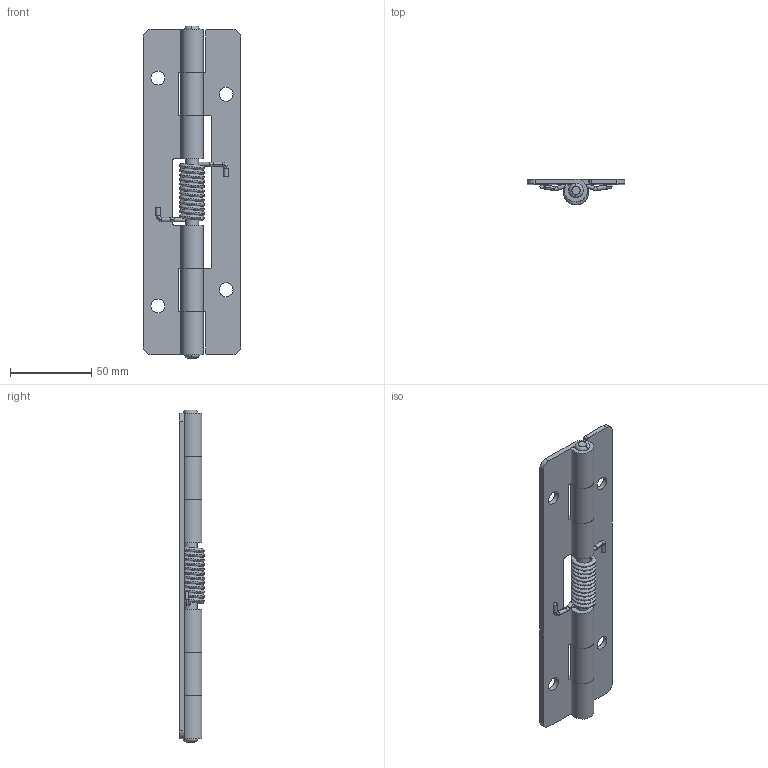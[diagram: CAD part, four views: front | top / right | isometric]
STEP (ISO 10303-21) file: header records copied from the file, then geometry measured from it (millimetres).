
FILE_DESCRIPTION( (''), '2;1');
FILE_NAME ('PC003.58524.TH_192_5093.stp','2025-03-10T14:41:13',(''),(''),'spGate 19.8.4 (****-****-****-****)','','');
FILE_SCHEMA (('AUTOMOTIVE_DESIGN'));
Length unit declared in the file: millimetre
Products named in the file (4): Assembly; スプリング; ヒンジピース(A); ヒンジピース(B)
Assembly tree (3 placements, depth 2):
  Assembly
    スプリング
    ヒンジピース(A)
    ヒンジピース(B)
Bounding box: 60 x 15.7 x 204 mm (x, y, z)
Volume: 54799.2 mm3; surface area: 37206.2 mm2
Topology: 3 solids, 3 shells, 104 faces, 288 edges, 184 vertices
Faces by surface type: cylinder 46, plane 38, bspline 20
Entity records: 7476 total; most frequent: CARTESIAN_POINT 2512, ORIENTED_EDGE 572, DIRECTION 564, COLOUR_RGB 393, PRESENTATION_STYLE_ASSIGNMENT 393, STYLED_ITEM 393, EDGE_CURVE 286, DRAUGHTING_PRE_DEFINED_CURVE_FONT 286
